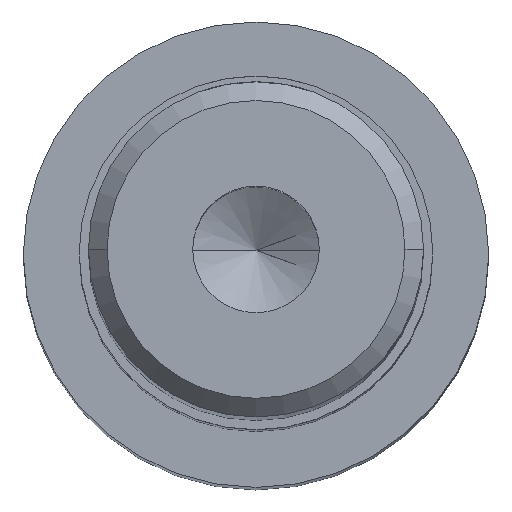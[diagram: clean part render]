
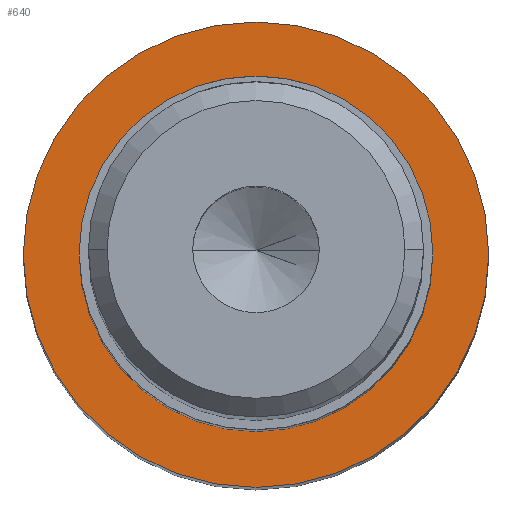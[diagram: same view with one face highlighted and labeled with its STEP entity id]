
A CAD part, top view. The second image highlights one B-rep face of the part: STEP entity #640.
In plain terms, the highlighted planar face has unit normal (0, 0, 1).
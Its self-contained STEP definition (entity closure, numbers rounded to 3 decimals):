
#35 = CARTESIAN_POINT ( 'NONE',  ( 9.5, 0., 0. ) ) ;
#36 = CARTESIAN_POINT ( 'NONE',  ( -9.5, 0., 0. ) ) ;
#43 = CARTESIAN_POINT ( 'NONE',  ( 12.5, 0., 0. ) ) ;
#46 = CARTESIAN_POINT ( 'NONE',  ( -12.5, 0., 0. ) ) ;
#101 = DIRECTION ( 'NONE',  ( -1., 0., 0. ) ) ;
#102 = DIRECTION ( 'NONE',  ( 0., 0., -1. ) ) ;
#103 = CARTESIAN_POINT ( 'NONE',  ( 0., 0., 0. ) ) ;
#104 = DIRECTION ( 'NONE',  ( -1., 0., 0. ) ) ;
#142 = DIRECTION ( 'NONE',  ( 0., 0., -1. ) ) ;
#145 = DIRECTION ( 'NONE',  ( -1., 0., 0. ) ) ;
#148 = DIRECTION ( 'NONE',  ( 0., 0., -1. ) ) ;
#149 = CARTESIAN_POINT ( 'NONE',  ( 0., 0., 0. ) ) ;
#164 = PLANE ( 'NONE',  #812 ) ;
#173 = CARTESIAN_POINT ( 'NONE',  ( 0., 0., 0. ) ) ;
#510 = DIRECTION ( 'NONE',  ( -1., 0., 0. ) ) ;
#511 = DIRECTION ( 'NONE',  ( 0., 0., -1. ) ) ;
#512 = CARTESIAN_POINT ( 'NONE',  ( 0., 0., 0. ) ) ;
#513 = DIRECTION ( 'NONE',  ( -1., 0., 0. ) ) ;
#514 = DIRECTION ( 'NONE',  ( 0., 0., -1. ) ) ;
#515 = CARTESIAN_POINT ( 'NONE',  ( 0., 0., 0. ) ) ;
#640 = ADVANCED_FACE ( 'NONE', ( #1068, #1109 ), #164, .F. ) ;
#694 = AXIS2_PLACEMENT_3D ( 'NONE', #103, #102, #101 ) ;
#695 = EDGE_CURVE ( 'NONE', #1152, #1151, #1009, .T. ) ;
#696 = EDGE_CURVE ( 'NONE', #1145, #1144, #1008, .T. ) ;
#728 = AXIS2_PLACEMENT_3D ( 'NONE', #149, #148, #145 ) ;
#741 = EDGE_CURVE ( 'NONE', #1151, #1152, #977, .T. ) ;
#760 = AXIS2_PLACEMENT_3D ( 'NONE', #512, #511, #510 ) ;
#761 = AXIS2_PLACEMENT_3D ( 'NONE', #515, #514, #513 ) ;
#812 = AXIS2_PLACEMENT_3D ( 'NONE', #173, #142, #104 ) ;
#861 = EDGE_CURVE ( 'NONE', #1144, #1145, #886, .T. ) ;
#886 = CIRCLE ( 'NONE', #694, 12.5 ) ;
#977 = CIRCLE ( 'NONE', #728, 9.5 ) ;
#1008 = CIRCLE ( 'NONE', #760, 12.5 ) ;
#1009 = CIRCLE ( 'NONE', #761, 9.5 ) ;
#1068 = FACE_OUTER_BOUND ( 'NONE', #1243, .T. ) ;
#1109 = FACE_BOUND ( 'NONE', #1379, .T. ) ;
#1144 = VERTEX_POINT ( 'NONE', #46 ) ;
#1145 = VERTEX_POINT ( 'NONE', #43 ) ;
#1151 = VERTEX_POINT ( 'NONE', #36 ) ;
#1152 = VERTEX_POINT ( 'NONE', #35 ) ;
#1243 = EDGE_LOOP ( 'NONE', ( #1291, #1297 ) ) ;
#1291 = ORIENTED_EDGE ( 'NONE', *, *, #696, .F. ) ;
#1297 = ORIENTED_EDGE ( 'NONE', *, *, #861, .F. ) ;
#1301 = ORIENTED_EDGE ( 'NONE', *, *, #741, .T. ) ;
#1304 = ORIENTED_EDGE ( 'NONE', *, *, #695, .T. ) ;
#1379 = EDGE_LOOP ( 'NONE', ( #1301, #1304 ) ) ;
